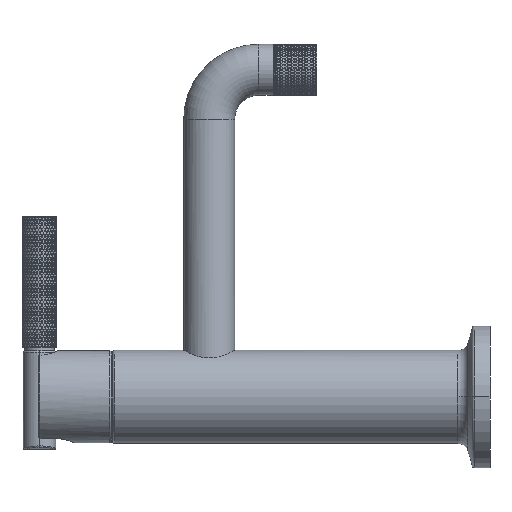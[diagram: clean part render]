
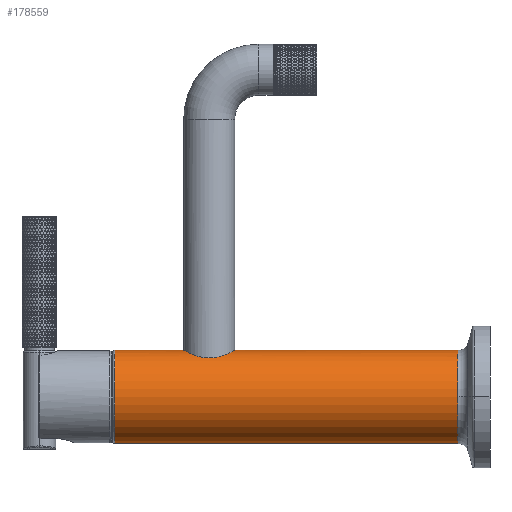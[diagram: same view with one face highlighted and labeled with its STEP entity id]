
A CAD part, left-side view. The second image highlights one B-rep face of the part: STEP entity #178559.
In plain terms, the highlighted cylindrical face has radius 20.32 mm (diameter 40.64 mm), a partial arc.
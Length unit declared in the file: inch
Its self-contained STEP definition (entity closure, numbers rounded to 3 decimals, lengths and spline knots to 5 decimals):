
#75=CARTESIAN_POINT('',(0.,0.55,0.));
#76=DIRECTION('',(0.,1.,0.));
#77=DIRECTION('',(0.,0.,-1.));
#78=AXIS2_PLACEMENT_3D('',#75,#76,#77);
#80=CARTESIAN_POINT('',(0.,5.26,0.8));
#114=CARTESIAN_POINT('',(0.,4.38,0.8));
#136=CARTESIAN_POINT('',(0.,0.55,0.));
#137=DIRECTION('',(0.,1.,0.));
#138=DIRECTION('',(-1.,0.,0.));
#139=AXIS2_PLACEMENT_3D('',#136,#137,#138);
#141=DIRECTION('',(0.,-1.,0.));
#142=VECTOR('',#141,5.893);
#143=CARTESIAN_POINT('',(0.,6.443,-0.8));
#144=LINE('',#143,#142);
#145=CARTESIAN_POINT('',(0.,6.443,0.));
#146=DIRECTION('',(0.,-1.,0.));
#147=DIRECTION('',(0.,0.,1.));
#148=AXIS2_PLACEMENT_3D('',#145,#146,#147);
#150=DIRECTION('',(0.,-1.,0.));
#151=VECTOR('',#150,1.183);
#152=CARTESIAN_POINT('',(0.,6.443,0.8));
#153=LINE('',#152,#151);
#154=CARTESIAN_POINT('',(0.,4.38,0.8));
#155=CARTESIAN_POINT('',(-0.01373,4.38,0.8));
#156=CARTESIAN_POINT('',(-0.0412,4.38128,
0.79929));
#157=CARTESIAN_POINT('',(-0.08235,4.3871,
0.79611));
#158=CARTESIAN_POINT('',(-0.12322,4.3969,
0.79081));
#159=CARTESIAN_POINT('',(-0.16359,4.41078,
0.78345));
#160=CARTESIAN_POINT('',(-0.20326,4.42894,
0.7741));
#161=CARTESIAN_POINT('',(-0.24168,4.4514,
0.76296));
#162=CARTESIAN_POINT('',(-0.2784,4.47825,
0.75032));
#163=CARTESIAN_POINT('',(-0.31252,4.50912,
0.73672));
#164=CARTESIAN_POINT('',(-0.34343,4.54365,
0.72277));
#165=CARTESIAN_POINT('',(-0.37025,4.58082,
0.70935));
#166=CARTESIAN_POINT('',(-0.3927,4.61988,
0.69711));
#167=CARTESIAN_POINT('',(-0.41054,4.65977,
0.68671));
#168=CARTESIAN_POINT('',(-0.424,4.69999,
0.67844));
#169=CARTESIAN_POINT('',(-0.43333,4.74014,
0.6725));
#170=CARTESIAN_POINT('',(-0.4388,4.78012,
0.66892));
#171=CARTESIAN_POINT('',(-0.4406,4.82001,
0.66774));
#172=CARTESIAN_POINT('',(-0.4388,4.85987,
0.66892));
#173=CARTESIAN_POINT('',(-0.43333,4.89987,
0.6725));
#174=CARTESIAN_POINT('',(-0.424,4.94001,
0.67844));
#175=CARTESIAN_POINT('',(-0.41054,4.98024,
0.68671));
#176=CARTESIAN_POINT('',(-0.3927,5.02012,
0.69711));
#177=CARTESIAN_POINT('',(-0.37024,5.05918,
0.70935));
#178=CARTESIAN_POINT('',(-0.34343,5.09635,
0.72277));
#179=CARTESIAN_POINT('',(-0.31251,5.13088,
0.73672));
#180=CARTESIAN_POINT('',(-0.2784,5.16175,
0.75032));
#181=CARTESIAN_POINT('',(-0.24168,5.1886,
0.76296));
#182=CARTESIAN_POINT('',(-0.20326,5.21106,
0.7741));
#183=CARTESIAN_POINT('',(-0.16359,5.22922,
0.78345));
#184=CARTESIAN_POINT('',(-0.12322,5.2431,
0.79081));
#185=CARTESIAN_POINT('',(-0.08235,5.2529,
0.79611));
#186=CARTESIAN_POINT('',(-0.0412,5.25872,
0.79929));
#187=CARTESIAN_POINT('',(-0.01373,5.26,0.8));
#188=CARTESIAN_POINT('',(0.,5.26,0.8));
#190=DIRECTION('',(0.,-1.,0.));
#191=VECTOR('',#190,3.83);
#192=CARTESIAN_POINT('',(0.,4.38,0.8));
#193=LINE('',#192,#191);
#165169=CARTESIAN_POINT('',(0.,6.443,0.8));
#165170=CARTESIAN_POINT('',(0.,6.443,-0.8));
#165171=VERTEX_POINT('',#165169);
#165172=VERTEX_POINT('',#165170);
#165177=VERTEX_POINT('',#80);
#165178=VERTEX_POINT('',#114);
#165185=CARTESIAN_POINT('',(0.,0.55,0.8));
#165187=VERTEX_POINT('',#165185);
#165189=CARTESIAN_POINT('',(0.,0.55,-0.8));
#165190=VERTEX_POINT('',#165189);
#165191=CARTESIAN_POINT('',(-0.8,0.55,0.));
#165192=VERTEX_POINT('',#165191);
#178543=CARTESIAN_POINT('',(0.,0.242,0.));
#178544=DIRECTION('',(0.,1.,0.));
#178545=DIRECTION('',(0.,0.,-1.));
#178546=AXIS2_PLACEMENT_3D('',#178543,#178544,#178545);
#178547=CYLINDRICAL_SURFACE('',#178546,0.8);
#178548=ORIENTED_EDGE('',*,*,#178498,.F.);
#178549=ORIENTED_EDGE('',*,*,#178523,.F.);
#178551=ORIENTED_EDGE('',*,*,#178550,.F.);
#178552=ORIENTED_EDGE('',*,*,#178519,.T.);
#178554=ORIENTED_EDGE('',*,*,#178553,.F.);
#178555=ORIENTED_EDGE('',*,*,#178515,.T.);
#178556=ORIENTED_EDGE('',*,*,#178538,.F.);
#178557=EDGE_LOOP('',(#178548,#178549,#178551,#178552,#178554,#178555,#178556));
#178558=FACE_OUTER_BOUND('',#178557,.F.);
#178559=ADVANCED_FACE('',(#178558),#178547,.T.);
#79=CIRCLE('',#78,0.8);
#140=CIRCLE('',#139,0.8);
#149=CIRCLE('',#148,0.8);
#189=B_SPLINE_CURVE_WITH_KNOTS('',3,(#154,#155,#156,#157,#158,#159,#160,#161,
#162,#163,#164,#165,#166,#167,#168,#169,#170,#171,#172,#173,#174,#175,#176,#177,
#178,#179,#180,#181,#182,#183,#184,#185,#186,#187,#188),.UNSPECIFIED.,.F.,.F.,
(4,1,1,1,1,1,1,1,1,1,1,1,1,1,1,1,1,1,1,1,1,1,1,1,1,1,1,1,1,1,1,1,4),(0.,
0.03125,0.0625,0.09375,0.125,0.15625,0.1875,0.21875,0.25,0.28125,
0.3125,0.34375,0.375,0.40625,0.4375,0.46875,0.5,0.53125,
0.5625,0.59375,0.625,0.65625,0.6875,0.71875,0.75,0.78125,
0.8125,0.84375,0.875,0.90625,0.9375,0.96875,1.),.UNSPECIFIED.);
#178498=EDGE_CURVE('',#165190,#165192,#79,.T.);
#178515=EDGE_CURVE('',#165178,#165187,#193,.T.);
#178519=EDGE_CURVE('',#165171,#165177,#153,.T.);
#178523=EDGE_CURVE('',#165172,#165190,#144,.T.);
#178538=EDGE_CURVE('',#165192,#165187,#140,.T.);
#178550=EDGE_CURVE('',#165171,#165172,#149,.T.);
#178553=EDGE_CURVE('',#165178,#165177,#189,.T.);
